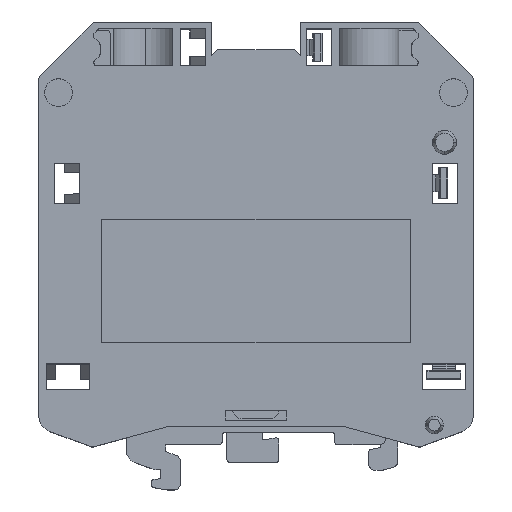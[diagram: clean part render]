
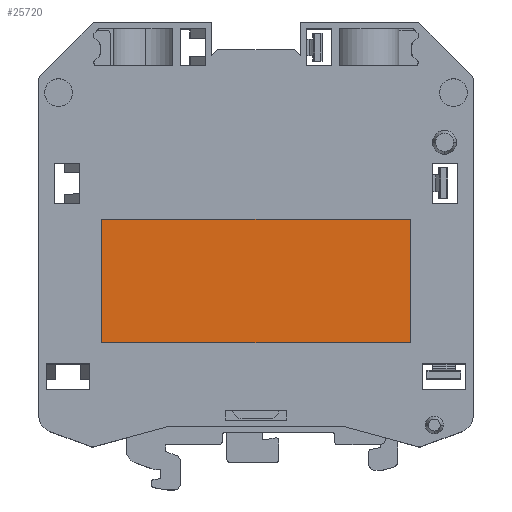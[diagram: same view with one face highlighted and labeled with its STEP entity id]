
A CAD part, top view. The second image highlights one B-rep face of the part: STEP entity #25720.
In plain terms, the highlighted planar face has unit normal (0, 0, 1).
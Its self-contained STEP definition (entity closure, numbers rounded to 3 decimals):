
#1042 = CARTESIAN_POINT ( 'NONE',  ( 0., -14., 20.4 ) ) ;
#1245 = EDGE_CURVE ( 'NONE', #1607, #33570, #37492, .T. ) ;
#1607 = VERTEX_POINT ( 'NONE', #1811 ) ;
#1716 = EDGE_LOOP ( 'NONE', ( #26959, #28705, #32277, #24114 ) ) ;
#1811 = CARTESIAN_POINT ( 'NONE',  ( -25., 6., 20.4 ) ) ;
#3462 = VECTOR ( 'NONE', #23762, 1000. ) ;
#4382 = DIRECTION ( 'NONE',  ( 0., -1., 0. ) ) ;
#8363 = CARTESIAN_POINT ( 'NONE',  ( 25., 0., 20.4 ) ) ;
#8423 = EDGE_CURVE ( 'NONE', #20414, #28940, #9490, .T. ) ;
#9300 = VECTOR ( 'NONE', #26253, 1000. ) ;
#9490 = LINE ( 'NONE', #1042, #3462 ) ;
#10153 = CARTESIAN_POINT ( 'NONE',  ( 0., 0., 20.4 ) ) ;
#10703 = VECTOR ( 'NONE', #23065, 1000. ) ;
#11147 = CARTESIAN_POINT ( 'NONE',  ( 0., 6., 20.4 ) ) ;
#13650 = VECTOR ( 'NONE', #38053, 1000. ) ;
#13968 = CARTESIAN_POINT ( 'NONE',  ( -25., -14., 20.4 ) ) ;
#17484 = LINE ( 'NONE', #29186, #10703 ) ;
#18341 = CARTESIAN_POINT ( 'NONE',  ( 25., -14., 20.4 ) ) ;
#20414 = VERTEX_POINT ( 'NONE', #18341 ) ;
#23065 = DIRECTION ( 'NONE',  ( 0., 1., 0. ) ) ;
#23762 = DIRECTION ( 'NONE',  ( -1., 0., 0. ) ) ;
#24114 = ORIENTED_EDGE ( 'NONE', *, *, #28852, .F. ) ;
#25720 = ADVANCED_FACE ( 'NONE', ( #28046 ), #30539, .F. ) ;
#26253 = DIRECTION ( 'NONE',  ( 0., -1., 0. ) ) ;
#26959 = ORIENTED_EDGE ( 'NONE', *, *, #1245, .F. ) ;
#28046 = FACE_OUTER_BOUND ( 'NONE', #1716, .T. ) ;
#28705 = ORIENTED_EDGE ( 'NONE', *, *, #31330, .F. ) ;
#28852 = EDGE_CURVE ( 'NONE', #33570, #20414, #37596, .T. ) ;
#28940 = VERTEX_POINT ( 'NONE', #13968 ) ;
#29186 = CARTESIAN_POINT ( 'NONE',  ( -25., 0., 20.4 ) ) ;
#29970 = AXIS2_PLACEMENT_3D ( 'NONE', #10153, #33214, #4382 ) ;
#30539 = PLANE ( 'NONE',  #29970 ) ;
#31330 = EDGE_CURVE ( 'NONE', #28940, #1607, #17484, .T. ) ;
#32277 = ORIENTED_EDGE ( 'NONE', *, *, #8423, .F. ) ;
#33214 = DIRECTION ( 'NONE',  ( 0., 0., -1. ) ) ;
#33570 = VERTEX_POINT ( 'NONE', #37725 ) ;
#37492 = LINE ( 'NONE', #11147, #13650 ) ;
#37596 = LINE ( 'NONE', #8363, #9300 ) ;
#37725 = CARTESIAN_POINT ( 'NONE',  ( 25., 6., 20.4 ) ) ;
#38053 = DIRECTION ( 'NONE',  ( 1., 0., 0. ) ) ;
